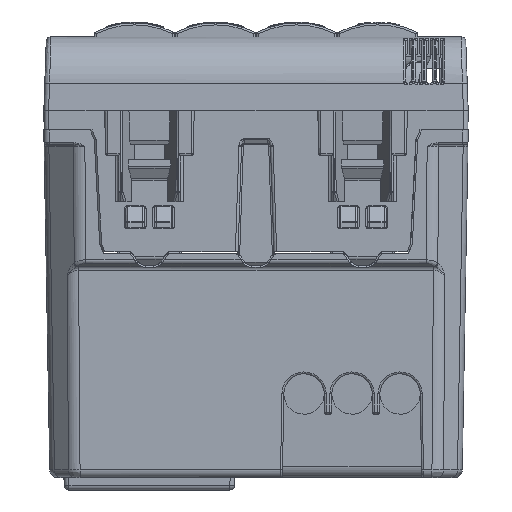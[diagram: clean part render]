
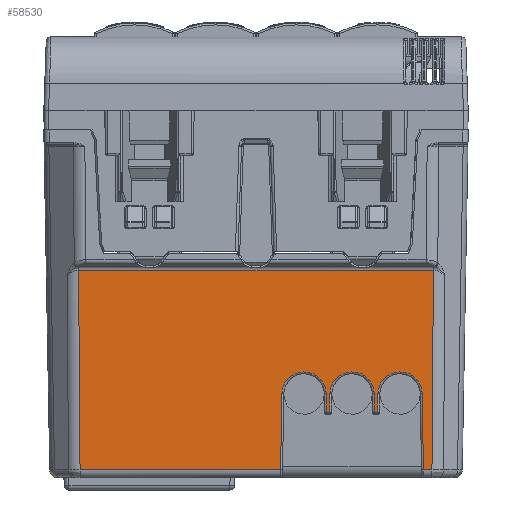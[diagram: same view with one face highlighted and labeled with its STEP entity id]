
A CAD part, front view. The second image highlights one B-rep face of the part: STEP entity #58530.
In plain terms, the highlighted planar face has unit normal (0, -1, -0.018).
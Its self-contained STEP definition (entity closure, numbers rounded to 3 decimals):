
#58412=AXIS2_PLACEMENT_3D('Plane Axis2P3D',#58409,#58410,#58411) ;
#51993=CARTESIAN_POINT('Vertex',(-18.326,-20.633,-33.914)) ;
#52020=CARTESIAN_POINT('Line Origine',(0.,-20.633,-33.914)) ;
#52024=CARTESIAN_POINT('Vertex',(2.562,-20.633,-33.914)) ;
#52152=CARTESIAN_POINT('Vertex',(18.326,-20.633,-33.914)) ;
#52155=CARTESIAN_POINT('Line Origine',(0.,-20.633,-33.914)) ;
#52159=CARTESIAN_POINT('Vertex',(17.438,-20.633,-33.914)) ;
#58380=CARTESIAN_POINT('Line Origine',(-18.445,-20.921,-17.448)) ;
#58384=CARTESIAN_POINT('Vertex',(-18.476,-20.996,-13.128)) ;
#58409=CARTESIAN_POINT('Axis2P3D Location',(0.,-21.,-12.9)) ;
#58415=CARTESIAN_POINT('Control Point',(2.7,-20.772,-25.963)) ;
#58416=CARTESIAN_POINT('Control Point',(2.562,-20.633,-33.914)) ;
#58417=CARTESIAN_POINT('Vertex',(2.7,-20.772,-25.963)) ;
#58421=CARTESIAN_POINT('Control Point',(2.7,-20.772,-25.963)) ;
#58422=CARTESIAN_POINT('Control Point',(2.713,-20.784,-25.252)) ;
#58423=CARTESIAN_POINT('Control Point',(3.,-20.797,-24.545)) ;
#58424=CARTESIAN_POINT('Control Point',(3.564,-20.806,-23.987)) ;
#58425=CARTESIAN_POINT('Control Point',(4.99,-20.816,-23.426)) ;
#58426=CARTESIAN_POINT('Control Point',(6.423,-20.807,-23.975)) ;
#58427=CARTESIAN_POINT('Control Point',(6.995,-20.797,-24.534)) ;
#58428=CARTESIAN_POINT('Control Point',(7.287,-20.784,-25.246)) ;
#58429=CARTESIAN_POINT('Control Point',(7.3,-20.772,-25.963)) ;
#58430=CARTESIAN_POINT('Vertex',(7.3,-20.772,-25.963)) ;
#58434=CARTESIAN_POINT('Control Point',(7.334,-20.738,-27.903)) ;
#58435=CARTESIAN_POINT('Control Point',(7.3,-20.772,-25.963)) ;
#58436=CARTESIAN_POINT('Vertex',(7.334,-20.738,-27.903)) ;
#58439=CARTESIAN_POINT('Line Origine',(0.,-20.738,-27.903)) ;
#58443=CARTESIAN_POINT('Vertex',(7.666,-20.738,-27.903)) ;
#58447=CARTESIAN_POINT('Control Point',(7.7,-20.772,-25.963)) ;
#58448=CARTESIAN_POINT('Control Point',(7.666,-20.738,-27.903)) ;
#58449=CARTESIAN_POINT('Vertex',(7.7,-20.772,-25.963)) ;
#58453=CARTESIAN_POINT('Control Point',(7.7,-20.772,-25.963)) ;
#58454=CARTESIAN_POINT('Control Point',(7.713,-20.784,-25.252)) ;
#58455=CARTESIAN_POINT('Control Point',(8.,-20.797,-24.545)) ;
#58456=CARTESIAN_POINT('Control Point',(8.564,-20.806,-23.987)) ;
#58457=CARTESIAN_POINT('Control Point',(9.99,-20.816,-23.426)) ;
#58458=CARTESIAN_POINT('Control Point',(11.423,-20.807,-23.975)) ;
#58459=CARTESIAN_POINT('Control Point',(11.995,-20.797,-24.534)) ;
#58460=CARTESIAN_POINT('Control Point',(12.287,-20.784,-25.246)) ;
#58461=CARTESIAN_POINT('Control Point',(12.3,-20.772,-25.963)) ;
#58462=CARTESIAN_POINT('Vertex',(12.3,-20.772,-25.963)) ;
#58466=CARTESIAN_POINT('Control Point',(12.334,-20.738,-27.903)) ;
#58467=CARTESIAN_POINT('Control Point',(12.3,-20.772,-25.963)) ;
#58468=CARTESIAN_POINT('Vertex',(12.334,-20.738,-27.903)) ;
#58471=CARTESIAN_POINT('Line Origine',(0.,-20.738,-27.903)) ;
#58475=CARTESIAN_POINT('Vertex',(12.666,-20.738,-27.903)) ;
#58479=CARTESIAN_POINT('Control Point',(12.7,-20.772,-25.963)) ;
#58480=CARTESIAN_POINT('Control Point',(12.666,-20.738,-27.903)) ;
#58481=CARTESIAN_POINT('Vertex',(12.7,-20.772,-25.963)) ;
#58485=CARTESIAN_POINT('Control Point',(12.7,-20.772,-25.963)) ;
#58486=CARTESIAN_POINT('Control Point',(12.713,-20.784,-25.252)) ;
#58487=CARTESIAN_POINT('Control Point',(13.,-20.797,-24.545)) ;
#58488=CARTESIAN_POINT('Control Point',(13.564,-20.806,-23.987)) ;
#58489=CARTESIAN_POINT('Control Point',(14.99,-20.816,-23.426)) ;
#58490=CARTESIAN_POINT('Control Point',(16.423,-20.807,-23.975)) ;
#58491=CARTESIAN_POINT('Control Point',(16.995,-20.797,-24.534)) ;
#58492=CARTESIAN_POINT('Control Point',(17.287,-20.784,-25.246)) ;
#58493=CARTESIAN_POINT('Control Point',(17.3,-20.772,-25.963)) ;
#58494=CARTESIAN_POINT('Vertex',(17.3,-20.772,-25.963)) ;
#58498=CARTESIAN_POINT('Control Point',(17.438,-20.633,-33.914)) ;
#58499=CARTESIAN_POINT('Control Point',(17.3,-20.772,-25.963)) ;
#58502=CARTESIAN_POINT('Control Point',(18.326,-20.633,-33.914)) ;
#58503=CARTESIAN_POINT('Control Point',(18.476,-20.996,-13.128)) ;
#58504=CARTESIAN_POINT('Vertex',(18.476,-20.996,-13.128)) ;
#58507=CARTESIAN_POINT('Line Origine',(0.,-20.996,-13.128)) ;
#52021=DIRECTION('Vector Direction',(1.,0.,0.)) ;
#52156=DIRECTION('Vector Direction',(1.,0.,0.)) ;
#58381=DIRECTION('Vector Direction',(-0.007,-0.017,1.)) ;
#58410=DIRECTION('Axis2P3D Direction',(-0.,1.,0.017)) ;
#58411=DIRECTION('Axis2P3D XDirection',(1.,0.,0.)) ;
#58440=DIRECTION('Vector Direction',(1.,0.,0.)) ;
#58472=DIRECTION('Vector Direction',(1.,0.,0.)) ;
#58508=DIRECTION('Vector Direction',(1.,0.,0.)) ;
#52022=VECTOR('Line Direction',#52021,1.) ;
#52157=VECTOR('Line Direction',#52156,1.) ;
#58382=VECTOR('Line Direction',#58381,1.) ;
#58441=VECTOR('Line Direction',#58440,1.) ;
#58473=VECTOR('Line Direction',#58472,1.) ;
#58509=VECTOR('Line Direction',#58508,1.) ;
#58513=ORIENTED_EDGE('',*,*,#58419,.F.) ;
#58514=ORIENTED_EDGE('',*,*,#58432,.F.) ;
#58515=ORIENTED_EDGE('',*,*,#58438,.F.) ;
#58516=ORIENTED_EDGE('',*,*,#58445,.F.) ;
#58517=ORIENTED_EDGE('',*,*,#58451,.F.) ;
#58518=ORIENTED_EDGE('',*,*,#58464,.F.) ;
#58519=ORIENTED_EDGE('',*,*,#58470,.F.) ;
#58520=ORIENTED_EDGE('',*,*,#58477,.F.) ;
#58521=ORIENTED_EDGE('',*,*,#58483,.F.) ;
#58522=ORIENTED_EDGE('',*,*,#58496,.F.) ;
#58523=ORIENTED_EDGE('',*,*,#58500,.F.) ;
#58524=ORIENTED_EDGE('',*,*,#52161,.F.) ;
#58525=ORIENTED_EDGE('',*,*,#58506,.T.) ;
#58526=ORIENTED_EDGE('',*,*,#58511,.F.) ;
#58527=ORIENTED_EDGE('',*,*,#58386,.F.) ;
#58528=ORIENTED_EDGE('',*,*,#52026,.F.) ;
#58530=ADVANCED_FACE('PartBody',(#58529),#58413,.F.) ;
#58414=B_SPLINE_CURVE_WITH_KNOTS('',1,(#58415,#58416),.UNSPECIFIED.,.F.,.U.,(2,2),(2.443,10.396),.UNSPECIFIED.) ;
#58420=B_SPLINE_CURVE_WITH_KNOTS('',5,(#58421,#58422,#58423,#58424,#58425,#58426,#58427,#58428,#58429),.UNSPECIFIED.,.F.,.U.,(6,3,6),(4.947,9.767,14.624),.UNSPECIFIED.) ;
#58433=B_SPLINE_CURVE_WITH_KNOTS('',1,(#58434,#58435),.UNSPECIFIED.,.F.,.U.,(2,2),(-4.384,-2.443),.UNSPECIFIED.) ;
#58446=B_SPLINE_CURVE_WITH_KNOTS('',1,(#58447,#58448),.UNSPECIFIED.,.F.,.U.,(2,2),(2.443,4.384),.UNSPECIFIED.) ;
#58452=B_SPLINE_CURVE_WITH_KNOTS('',5,(#58453,#58454,#58455,#58456,#58457,#58458,#58459,#58460,#58461),.UNSPECIFIED.,.F.,.U.,(6,3,6),(4.947,9.767,14.624),.UNSPECIFIED.) ;
#58465=B_SPLINE_CURVE_WITH_KNOTS('',1,(#58466,#58467),.UNSPECIFIED.,.F.,.U.,(2,2),(-4.384,-2.443),.UNSPECIFIED.) ;
#58478=B_SPLINE_CURVE_WITH_KNOTS('',1,(#58479,#58480),.UNSPECIFIED.,.F.,.U.,(2,2),(2.443,4.384),.UNSPECIFIED.) ;
#58484=B_SPLINE_CURVE_WITH_KNOTS('',5,(#58485,#58486,#58487,#58488,#58489,#58490,#58491,#58492,#58493),.UNSPECIFIED.,.F.,.U.,(6,3,6),(4.947,9.767,14.624),.UNSPECIFIED.) ;
#58497=B_SPLINE_CURVE_WITH_KNOTS('',1,(#58498,#58499),.UNSPECIFIED.,.F.,.U.,(2,2),(-10.396,-2.443),.UNSPECIFIED.) ;
#58501=B_SPLINE_CURVE_WITH_KNOTS('',1,(#58502,#58503),.UNSPECIFIED.,.F.,.U.,(2,2),(-16.469,4.321),.UNSPECIFIED.) ;
#52026=EDGE_CURVE('',#52025,#51994,#52023,.F.) ;
#52161=EDGE_CURVE('',#52153,#52160,#52158,.F.) ;
#58386=EDGE_CURVE('',#51994,#58385,#58383,.T.) ;
#58419=EDGE_CURVE('',#58418,#52025,#58414,.T.) ;
#58432=EDGE_CURVE('',#58431,#58418,#58420,.F.) ;
#58438=EDGE_CURVE('',#58437,#58431,#58433,.T.) ;
#58445=EDGE_CURVE('',#58444,#58437,#58442,.F.) ;
#58451=EDGE_CURVE('',#58450,#58444,#58446,.T.) ;
#58464=EDGE_CURVE('',#58463,#58450,#58452,.F.) ;
#58470=EDGE_CURVE('',#58469,#58463,#58465,.T.) ;
#58477=EDGE_CURVE('',#58476,#58469,#58474,.F.) ;
#58483=EDGE_CURVE('',#58482,#58476,#58478,.T.) ;
#58496=EDGE_CURVE('',#58495,#58482,#58484,.F.) ;
#58500=EDGE_CURVE('',#52160,#58495,#58497,.T.) ;
#58506=EDGE_CURVE('',#52153,#58505,#58501,.T.) ;
#58511=EDGE_CURVE('',#58385,#58505,#58510,.T.) ;
#58512=EDGE_LOOP('',(#58513,#58514,#58515,#58516,#58517,#58518,#58519,#58520,#58521,#58522,#58523,#58524,#58525,#58526,#58527,#58528)) ;
#58529=FACE_OUTER_BOUND('',#58512,.T.) ;
#52023=LINE('Line',#52020,#52022) ;
#52158=LINE('Line',#52155,#52157) ;
#58383=LINE('Line',#58380,#58382) ;
#58442=LINE('Line',#58439,#58441) ;
#58474=LINE('Line',#58471,#58473) ;
#58510=LINE('Line',#58507,#58509) ;
#58413=PLANE('',#58412) ;
#51994=VERTEX_POINT('',#51993) ;
#52025=VERTEX_POINT('',#52024) ;
#52153=VERTEX_POINT('',#52152) ;
#52160=VERTEX_POINT('',#52159) ;
#58385=VERTEX_POINT('',#58384) ;
#58418=VERTEX_POINT('',#58417) ;
#58431=VERTEX_POINT('',#58430) ;
#58437=VERTEX_POINT('',#58436) ;
#58444=VERTEX_POINT('',#58443) ;
#58450=VERTEX_POINT('',#58449) ;
#58463=VERTEX_POINT('',#58462) ;
#58469=VERTEX_POINT('',#58468) ;
#58476=VERTEX_POINT('',#58475) ;
#58482=VERTEX_POINT('',#58481) ;
#58495=VERTEX_POINT('',#58494) ;
#58505=VERTEX_POINT('',#58504) ;
